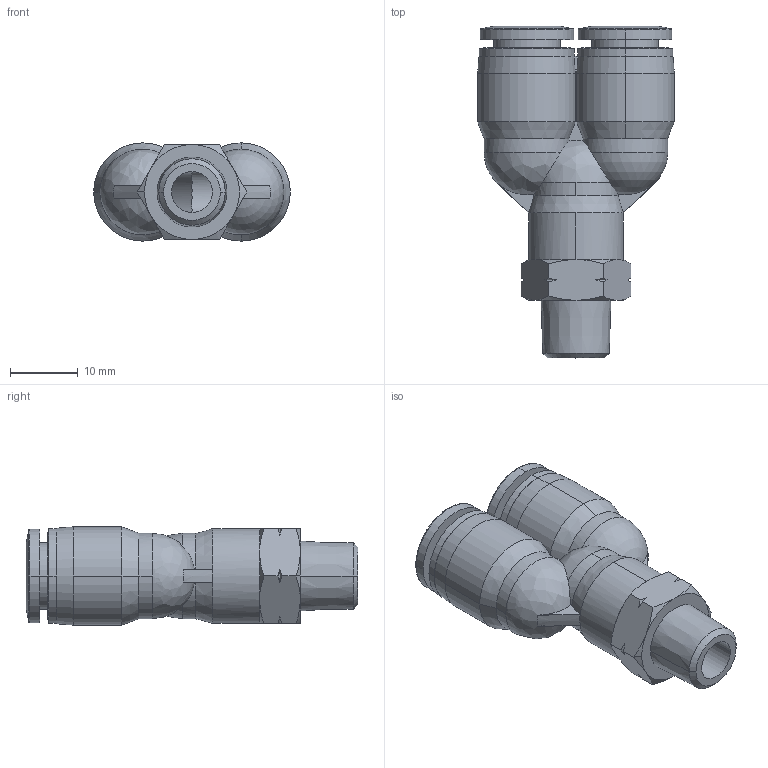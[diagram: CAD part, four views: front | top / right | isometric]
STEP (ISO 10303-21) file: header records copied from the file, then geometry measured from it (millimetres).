
FILE_DESCRIPTION (( 'STEP AP203' ), '1' );
FILE_NAME ('MY516-18N.step', '2016-02-15T20:01:54', ( '' ), ( '' ), 'SwSTEP 2.0', 'SolidWorks 2015', '' );
FILE_SCHEMA (( 'CONFIG_CONTROL_DESIGN' ));
Length unit declared in the file: inch
Products named in the file (1): MY516-18N
Bounding box: 29 x 48.95 x 14.5 mm (x, y, z)
Volume: 7110.2 mm3; surface area: 5359.9 mm2
Topology: 1 solids, 1 shells, 126 faces, 304 edges, 185 vertices
Faces by surface type: cone 56, cylinder 31, plane 21, bspline 13, torus 4, sphere 1
Entity records: 4344 total; most frequent: CARTESIAN_POINT 1454, ORIENTED_EDGE 606, DIRECTION 571, EDGE_CURVE 303, AXIS2_PLACEMENT_3D 245, VERTEX_POINT 185, EDGE_LOOP 136, CIRCLE 131
